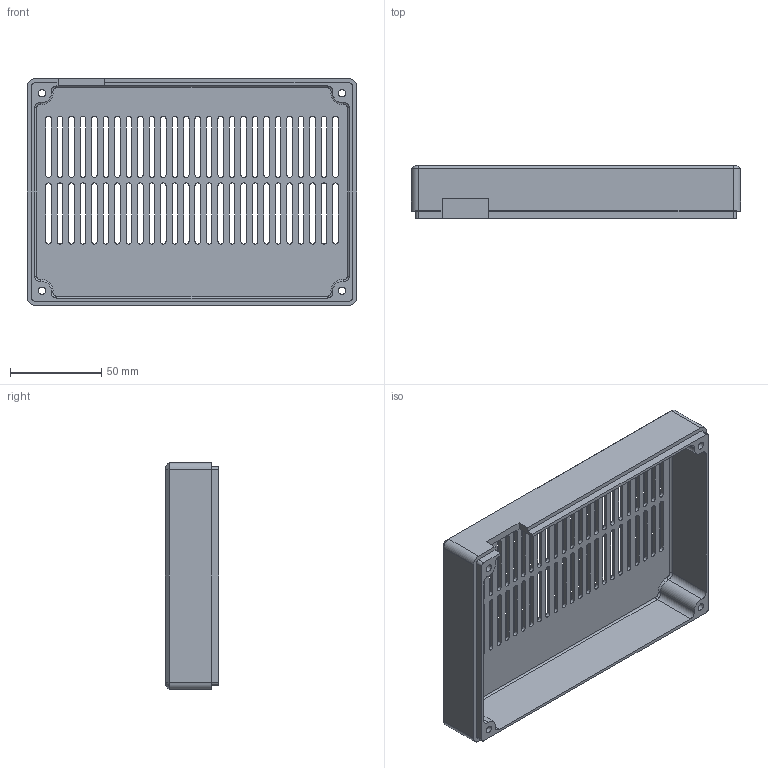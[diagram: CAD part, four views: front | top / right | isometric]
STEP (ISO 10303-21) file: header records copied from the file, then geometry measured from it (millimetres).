
FILE_DESCRIPTION(/* description */ (''),/* implementation_level */ '2;1');
FILE_NAME(/* name */ 'UPS Monitor Case Lid.step',/* time_stamp */ '2025-10-02T15:15:03+13:00',/* author */ (''),/* organization */ (''),/* preprocessor_version */ 'ST-DEVELOPER v20.1',/* originating_system */ 'Autodesk Translation Framework v14.17.0.0',/* authorisation */ '');
FILE_SCHEMA (('AUTOMOTIVE_DESIGN { 1 0 10303 214 3 1 1 }'));
Length unit declared in the file: millimetre
Products named in the file (1): UPS Monitor Case V3
Bounding box: 180 x 29 x 124 mm (x, y, z)
Volume: 96110 mm3; surface area: 74653.2 mm2
Topology: 1 solids, 1 shells, 284 faces, 810 edges, 532 vertices
Faces by surface type: cylinder 136, plane 132, torus 12, cone 4
Full cylindrical faces by diameter (mm): 4 x4, 6 x4
Entity records: 9578 total; most frequent: DIRECTION 1676, CARTESIAN_POINT 1627, ORIENTED_EDGE 1620, EDGE_CURVE 810, AXIS2_PLACEMENT_3D 581, VERTEX_POINT 532, LINE 514, VECTOR 514
